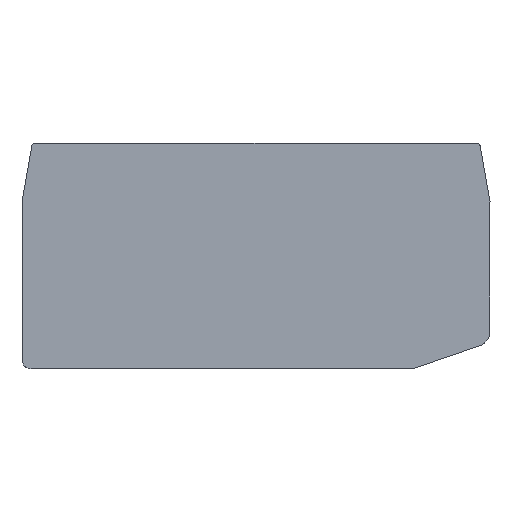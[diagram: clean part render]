
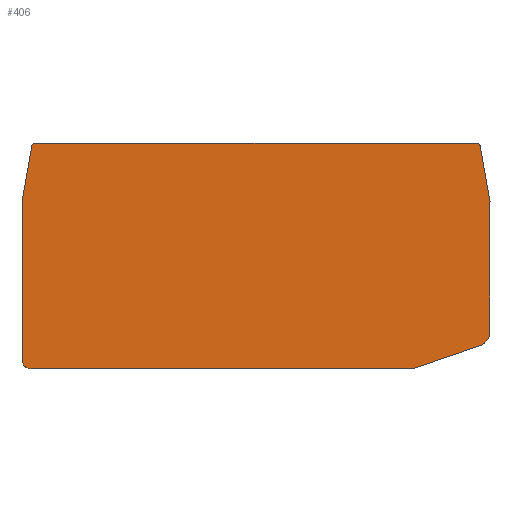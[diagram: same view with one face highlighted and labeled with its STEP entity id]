
A CAD part, front view. The second image highlights one B-rep face of the part: STEP entity #406.
In plain terms, the highlighted free-form (B-spline) face has degree [1, 1] with [2, 2] control points.
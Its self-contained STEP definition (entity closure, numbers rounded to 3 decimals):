
#39=CARTESIAN_POINT('',(-18.188,-2.2,28.837));
#40=VERTEX_POINT('',#39);
#41=CARTESIAN_POINT('',(-17.696,-2.2,29.251));
#42=VERTEX_POINT('',#41);
#43=CARTESIAN_POINT('',(-18.188,-2.2,28.837));
#44=CARTESIAN_POINT('',(-18.115,-2.2,29.251));
#45=CARTESIAN_POINT('',(-17.696,-2.2,29.251));
#46=(BOUNDED_CURVE()B_SPLINE_CURVE(2,(#43,#44,#45),.CIRCULAR_ARC.,.F.,.U.)B_SPLINE_CURVE_WITH_KNOTS((3,3),(0.,1.),.UNSPECIFIED.)CURVE()GEOMETRIC_REPRESENTATION_ITEM()RATIONAL_B_SPLINE_CURVE((1.,0.766,1.))REPRESENTATION_ITEM(''));
#47=EDGE_CURVE('',#40,#42,#46,.T.);
#87=CARTESIAN_POINT('',(-18.251,-2.2,0.001));
#88=VERTEX_POINT('',#87);
#89=CARTESIAN_POINT('',(-19.451,-2.2,1.201));
#90=VERTEX_POINT('',#89);
#91=CARTESIAN_POINT('',(-18.251,-2.2,0.001));
#92=CARTESIAN_POINT('',(-19.451,-2.2,0.001));
#93=CARTESIAN_POINT('',(-19.451,-2.2,1.201));
#94=(BOUNDED_CURVE()B_SPLINE_CURVE(2,(#91,#92,#93),.CIRCULAR_ARC.,.F.,.U.)B_SPLINE_CURVE_WITH_KNOTS((3,3),(0.,1.),.UNSPECIFIED.)CURVE()GEOMETRIC_REPRESENTATION_ITEM()RATIONAL_B_SPLINE_CURVE((1.,0.707,1.))REPRESENTATION_ITEM(''));
#95=EDGE_CURVE('',#88,#90,#94,.T.);
#125=CARTESIAN_POINT('',(-19.45,-2.2,21.683));
#126=VERTEX_POINT('',#125);
#140=CARTESIAN_POINT('',(-19.451,-2.2,1.201));
#141=CARTESIAN_POINT('',(-19.45,-2.2,21.683));
#142=B_SPLINE_CURVE_WITH_KNOTS('',1,(#140,#141),.POLYLINE_FORM.,.F.,.U.,(2,2),(0.,1.),.UNSPECIFIED.);
#143=EDGE_CURVE('',#90,#126,#142,.T.);
#159=CARTESIAN_POINT('',(-19.45,-2.2,21.683));
#160=CARTESIAN_POINT('',(-18.188,-2.2,28.837));
#161=B_SPLINE_CURVE_WITH_KNOTS('',1,(#159,#160),.POLYLINE_FORM.,.F.,.U.,(2,2),(0.,1.),.UNSPECIFIED.);
#162=EDGE_CURVE('',#126,#40,#161,.T.);
#197=CARTESIAN_POINT('',(41.15,-2.2,4.89));
#198=VERTEX_POINT('',#197);
#204=CARTESIAN_POINT('',(39.801,-2.2,2.999));
#205=VERTEX_POINT('',#204);
#206=CARTESIAN_POINT('',(41.15,-2.2,4.89));
#207=CARTESIAN_POINT('',(41.149,-2.2,3.463));
#208=CARTESIAN_POINT('',(39.801,-2.2,2.999));
#209=(BOUNDED_CURVE()B_SPLINE_CURVE(2,(#206,#207,#208),.CIRCULAR_ARC.,.F.,.U.)B_SPLINE_CURVE_WITH_KNOTS((3,3),(0.,1.),.UNSPECIFIED.)CURVE()GEOMETRIC_REPRESENTATION_ITEM()RATIONAL_B_SPLINE_CURVE((1.,0.814,1.))REPRESENTATION_ITEM(''));
#210=EDGE_CURVE('',#198,#205,#209,.T.);
#233=CARTESIAN_POINT('',(31.089,-2.2,-0.001));
#234=VERTEX_POINT('',#233);
#235=CARTESIAN_POINT('',(39.801,-2.2,2.999));
#236=CARTESIAN_POINT('',(31.089,-2.2,-0.001));
#237=B_SPLINE_CURVE_WITH_KNOTS('',1,(#235,#236),.POLYLINE_FORM.,.F.,.U.,(2,2),(0.,1.),.UNSPECIFIED.);
#238=EDGE_CURVE('',#205,#234,#237,.T.);
#267=CARTESIAN_POINT('',(39.396,-2.2,29.249));
#268=VERTEX_POINT('',#267);
#269=CARTESIAN_POINT('',(39.889,-2.2,28.836));
#270=VERTEX_POINT('',#269);
#271=CARTESIAN_POINT('',(39.396,-2.2,29.249));
#272=CARTESIAN_POINT('',(39.816,-2.2,29.249));
#273=CARTESIAN_POINT('',(39.889,-2.2,28.836));
#274=(BOUNDED_CURVE()B_SPLINE_CURVE(2,(#271,#272,#273),.CIRCULAR_ARC.,.F.,.U.)B_SPLINE_CURVE_WITH_KNOTS((3,3),(0.,1.),.UNSPECIFIED.)CURVE()GEOMETRIC_REPRESENTATION_ITEM()RATIONAL_B_SPLINE_CURVE((1.,0.766,1.))REPRESENTATION_ITEM(''));
#275=EDGE_CURVE('',#268,#270,#274,.T.);
#305=CARTESIAN_POINT('',(41.15,-2.2,21.681));
#306=VERTEX_POINT('',#305);
#320=CARTESIAN_POINT('',(39.889,-2.2,28.836));
#321=CARTESIAN_POINT('',(41.15,-2.2,21.681));
#322=B_SPLINE_CURVE_WITH_KNOTS('',1,(#320,#321),.POLYLINE_FORM.,.F.,.U.,(2,2),(0.,1.),.UNSPECIFIED.);
#323=EDGE_CURVE('',#270,#306,#322,.T.);
#333=CARTESIAN_POINT('',(41.15,-2.2,21.681));
#334=CARTESIAN_POINT('',(41.15,-2.2,4.89));
#335=B_SPLINE_CURVE_WITH_KNOTS('',1,(#333,#334),.POLYLINE_FORM.,.F.,.U.,(2,2),(0.,1.),.UNSPECIFIED.);
#336=EDGE_CURVE('',#306,#198,#335,.T.);
#353=CARTESIAN_POINT('',(31.089,-2.2,-0.001));
#354=CARTESIAN_POINT('',(-18.251,-2.2,0.001));
#355=B_SPLINE_CURVE_WITH_KNOTS('',1,(#353,#354),.POLYLINE_FORM.,.F.,.U.,(2,2),(0.,1.),.UNSPECIFIED.);
#356=EDGE_CURVE('',#234,#88,#355,.T.);
#380=CARTESIAN_POINT('',(-17.696,-2.2,29.251));
#381=CARTESIAN_POINT('',(39.396,-2.2,29.249));
#382=B_SPLINE_CURVE_WITH_KNOTS('',1,(#380,#381),.POLYLINE_FORM.,.F.,.U.,(2,2),(0.,1.),.UNSPECIFIED.);
#383=EDGE_CURVE('',#42,#268,#382,.T.);
#388=CARTESIAN_POINT('',(44.495,-2.2,-43.998));
#389=CARTESIAN_POINT('',(-22.796,-2.2,-43.998));
#390=CARTESIAN_POINT('',(44.495,-2.2,48.27));
#391=CARTESIAN_POINT('',(-22.796,-2.2,48.27));
#392=B_SPLINE_SURFACE_WITH_KNOTS('',1,1,((#388,#389),(#390,#391)),.PLANE_SURF.,.F.,.F.,.U.,(2,2),(2,2),(0.,1.),(0.,1.),.UNSPECIFIED.);
#393=ORIENTED_EDGE('',*,*,#47,.F.);
#394=ORIENTED_EDGE('',*,*,#162,.F.);
#395=ORIENTED_EDGE('',*,*,#143,.F.);
#396=ORIENTED_EDGE('',*,*,#95,.F.);
#397=ORIENTED_EDGE('',*,*,#356,.F.);
#398=ORIENTED_EDGE('',*,*,#238,.F.);
#399=ORIENTED_EDGE('',*,*,#210,.F.);
#400=ORIENTED_EDGE('',*,*,#336,.F.);
#401=ORIENTED_EDGE('',*,*,#323,.F.);
#402=ORIENTED_EDGE('',*,*,#275,.F.);
#403=ORIENTED_EDGE('',*,*,#383,.F.);
#404=EDGE_LOOP('',(#393,#394,#395,#396,#397,#398,#399,#400,#401,#402,#403));
#405=FACE_OUTER_BOUND('',#404,.T.);
#406=ADVANCED_FACE('',(#405),#392,.T.);
